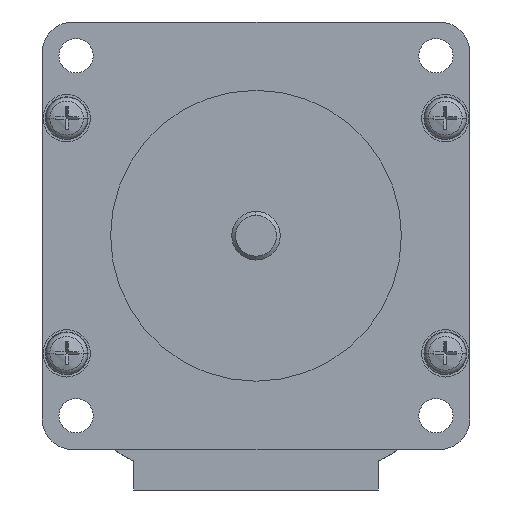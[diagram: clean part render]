
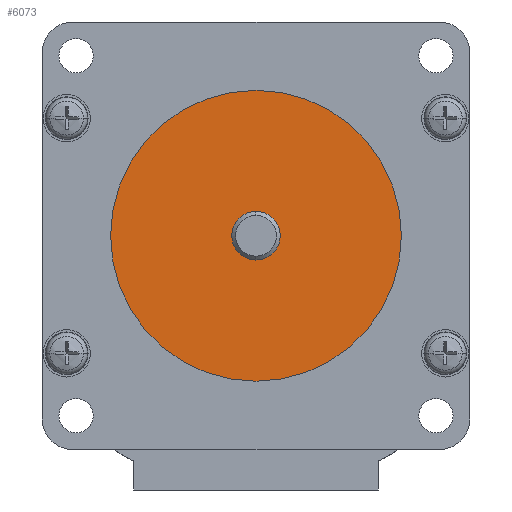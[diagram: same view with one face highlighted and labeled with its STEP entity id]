
A CAD part, left-side view. The second image highlights one B-rep face of the part: STEP entity #6073.
In plain terms, the highlighted planar face has unit normal (-1, 0, 0).
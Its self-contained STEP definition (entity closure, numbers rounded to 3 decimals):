
#5477=CARTESIAN_POINT('POINT5141',(-1.6,0.,
   -3.175));
#5478=VERTEX_POINT('VERTEX5141',#5477);
#5485=CARTESIAN_POINT('POINT5142',(-1.6,0.,
   3.175));
#5486=VERTEX_POINT('VERTEX5142',#5485);
#5487=CARTESIAN_POINT('POS8224',(-1.6,0.,0.));
#5488=DIRECTION('DIR12481',(1.,0.,0.));
#5489=DIRECTION('DIR12482',(0.,0.,-1.));
#5490=AXIS2_PLACEMENT_3D('AXIS4258',#5487,#5488,#5489);
#5491=CIRCLE('ELLIPSE2089',#5490,3.175);
#5492=EDGE_CURVE('EDGE7820',#5486,#5478,#5491,.T.);
#5512=EDGE_CURVE('EDGE7822',#5478,#5486,#5491,.T.);
#6049=CARTESIAN_POINT('POINT5167',(-1.6,0.,
   -19.05));
#6050=VERTEX_POINT('VERTEX5167',#6049);
#6051=CARTESIAN_POINT('POINT5168',(-1.6,0.,
   19.05));
#6052=VERTEX_POINT('VERTEX5168',#6051);
#6053=CARTESIAN_POINT('POS8283',(-1.6,0.,0.));
#6054=DIRECTION('DIR12570',(1.,0.,0.));
#6055=DIRECTION('DIR12571',(0.,0.,-1.));
#6056=AXIS2_PLACEMENT_3D('AXIS4288',#6053,#6054,#6055);
#6057=CIRCLE('ELLIPSE2102',#6056,19.05);
#6058=EDGE_CURVE('EDGE7871',#6050,#6052,#6057,.T.);
#6059=ORIENTED_EDGE('COEDGE15715',*,*,#6058,.F.);
#6060=EDGE_CURVE('EDGE7872',#6052,#6050,#6057,.T.);
#6061=ORIENTED_EDGE('COEDGE15716',*,*,#6060,.F.);
#6062=EDGE_LOOP('NONE',(#6059,#6061));
#6063=FACE_BOUND('LOOP1',#6062,.T.);
#6064=ORIENTED_EDGE('COEDGE15717',*,*,#5512,.T.);
#6065=ORIENTED_EDGE('COEDGE15718',*,*,#5492,.T.);
#6066=EDGE_LOOP('NONE',(#6064,#6065));
#6067=FACE_BOUND('LOOP1',#6066,.T.);
#6068=CARTESIAN_POINT('POS8284',(-1.6,0.,
   -11.113));
#6069=DIRECTION('DIR12572',(-1.,0.,0.));
#6070=DIRECTION('DIR12573',(0.,1.,0.));
#6071=AXIS2_PLACEMENT_3D('AXIS4289',#6068,#6069,#6070);
#6072=PLANE('PLANE1202',#6071);
#6073=ADVANCED_FACE('FACE3052',(#6063,#6067),#6072,.T.);
